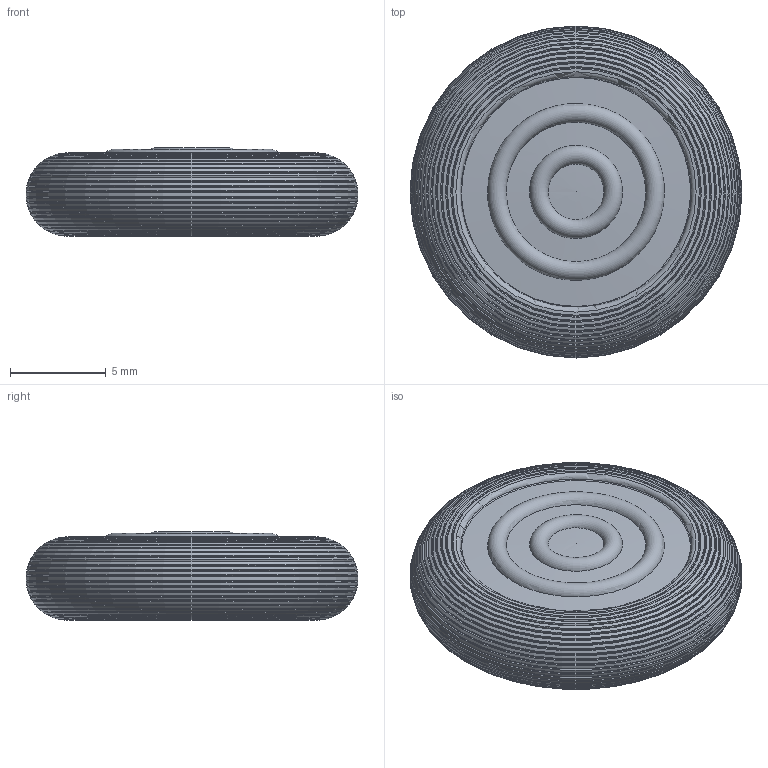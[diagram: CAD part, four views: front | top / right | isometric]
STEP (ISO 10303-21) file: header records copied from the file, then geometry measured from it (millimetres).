
FILE_DESCRIPTION(/* description */ (''),/* implementation_level */ '2;1');
FILE_NAME(/* name */ 'RubberPart.step',/* time_stamp */ '2025-05-19T13:19:35-07:00',/* author */ (''),/* organization */ (''),/* preprocessor_version */ 'ST-DEVELOPER v20.1',/* originating_system */ 'Autodesk Translation Framework v14.4.0.0',/* authorisation */ '');
FILE_SCHEMA (('AUTOMOTIVE_DESIGN { 1 0 10303 214 3 1 1 }'));
Length unit declared in the file: millimetre
Products named in the file (1): RubberPart
Bounding box: 17.35 x 17.35 x 4.62 mm (x, y, z)
Volume: 454.8 mm3; surface area: 981 mm2
Topology: 1 solids, 1 shells, 160 faces, 461 edges, 288 vertices
Faces by surface type: torus 107, bspline 33, plane 11, cone 8, cylinder 1
Full cylindrical faces by diameter (mm): 12.2 x1
Entity records: 7842 total; most frequent: CARTESIAN_POINT 3734, ORIENTED_EDGE 920, DIRECTION 871, EDGE_CURVE 460, AXIS2_PLACEMENT_3D 431, CIRCLE 303, VERTEX_POINT 288, EDGE_LOOP 162
